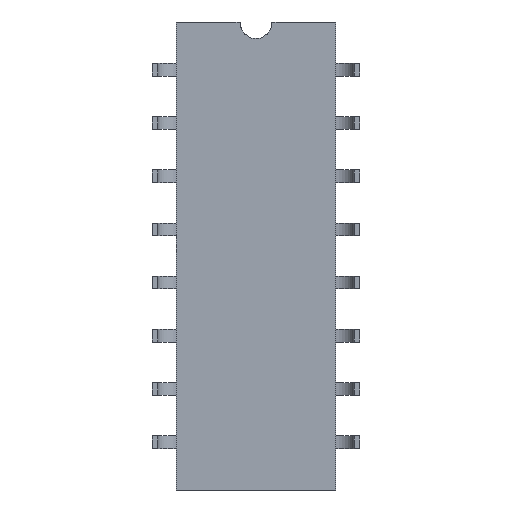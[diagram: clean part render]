
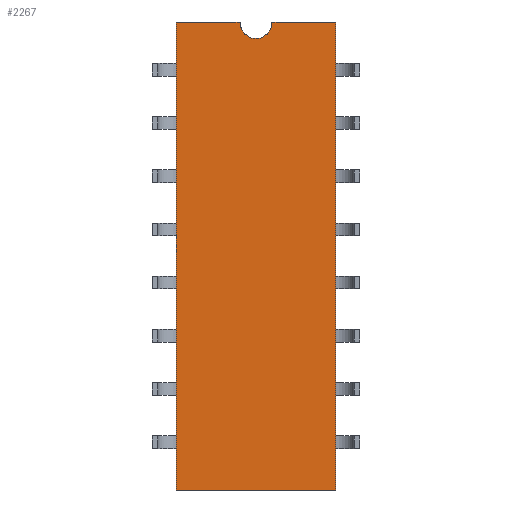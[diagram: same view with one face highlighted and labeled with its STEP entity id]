
A CAD part, front view. The second image highlights one B-rep face of the part: STEP entity #2267.
In plain terms, the highlighted planar face has unit normal (0, -1, 0).
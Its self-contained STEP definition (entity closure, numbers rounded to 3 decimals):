
#129=CIRCLE('',#2480,0.75);
#248=FACE_OUTER_BOUND('',#373,.T.);
#373=EDGE_LOOP('',(#1961,#1962,#1963,#1964,#1965,#1966));
#636=LINE('',#3755,#885);
#637=LINE('',#3757,#886);
#638=LINE('',#3759,#887);
#639=LINE('',#3761,#888);
#640=LINE('',#3764,#889);
#885=VECTOR('',#3099,10.);
#886=VECTOR('',#3100,10.);
#887=VECTOR('',#3101,10.);
#888=VECTOR('',#3102,10.);
#889=VECTOR('',#3105,10.);
#1100=VERTEX_POINT('',#3753);
#1101=VERTEX_POINT('',#3754);
#1102=VERTEX_POINT('',#3756);
#1103=VERTEX_POINT('',#3758);
#1104=VERTEX_POINT('',#3760);
#1105=VERTEX_POINT('',#3762);
#1411=EDGE_CURVE('',#1100,#1101,#636,.T.);
#1412=EDGE_CURVE('',#1101,#1102,#637,.T.);
#1413=EDGE_CURVE('',#1102,#1103,#638,.T.);
#1414=EDGE_CURVE('',#1103,#1104,#639,.T.);
#1415=EDGE_CURVE('',#1104,#1105,#129,.T.);
#1416=EDGE_CURVE('',#1105,#1100,#640,.T.);
#1961=ORIENTED_EDGE('',*,*,#1411,.T.);
#1962=ORIENTED_EDGE('',*,*,#1412,.T.);
#1963=ORIENTED_EDGE('',*,*,#1413,.T.);
#1964=ORIENTED_EDGE('',*,*,#1414,.T.);
#1965=ORIENTED_EDGE('',*,*,#1415,.T.);
#1966=ORIENTED_EDGE('',*,*,#1416,.T.);
#2143=PLANE('',#2479);
#2267=ADVANCED_FACE('',(#248),#2143,.F.);
#2479=AXIS2_PLACEMENT_3D('',#3752,#3097,#3098);
#2480=AXIS2_PLACEMENT_3D('',#3763,#3103,#3104);
#3097=DIRECTION('center_axis',(0.,1.,0.));
#3098=DIRECTION('ref_axis',(0.,0.,1.));
#3099=DIRECTION('',(0.,0.,-1.));
#3100=DIRECTION('',(1.,0.,0.));
#3101=DIRECTION('',(0.,0.,1.));
#3102=DIRECTION('',(-1.,0.,0.));
#3103=DIRECTION('center_axis',(0.,1.,0.));
#3104=DIRECTION('ref_axis',(0.999,0.,0.036));
#3105=DIRECTION('',(-1.,0.,0.));
#3752=CARTESIAN_POINT('Origin',(0.,-2.5,0.042));
#3753=CARTESIAN_POINT('',(-3.75,-2.5,11.));
#3754=CARTESIAN_POINT('',(-3.75,-2.5,-11.));
#3755=CARTESIAN_POINT('',(-3.75,-2.5,11.));
#3756=CARTESIAN_POINT('',(3.75,-2.5,-11.));
#3757=CARTESIAN_POINT('',(-3.75,-2.5,-11.));
#3758=CARTESIAN_POINT('',(3.75,-2.5,11.));
#3759=CARTESIAN_POINT('',(3.75,-2.5,-11.));
#3760=CARTESIAN_POINT('',(0.75,-2.5,11.));
#3761=CARTESIAN_POINT('',(3.75,-2.5,11.));
#3762=CARTESIAN_POINT('',(-0.75,-2.5,11.));
#3763=CARTESIAN_POINT('Origin',(0.,-2.5,10.973));
#3764=CARTESIAN_POINT('',(-0.75,-2.5,11.));
